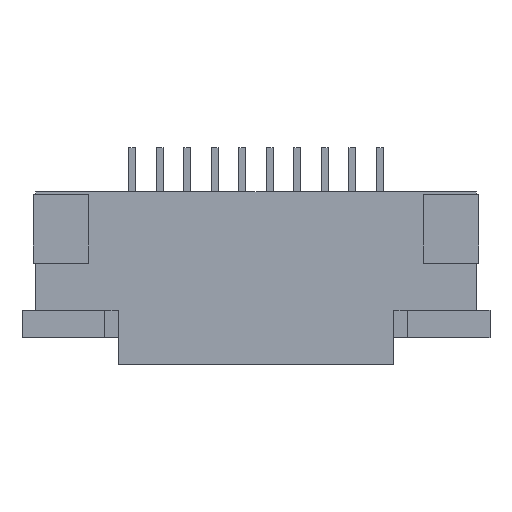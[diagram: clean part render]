
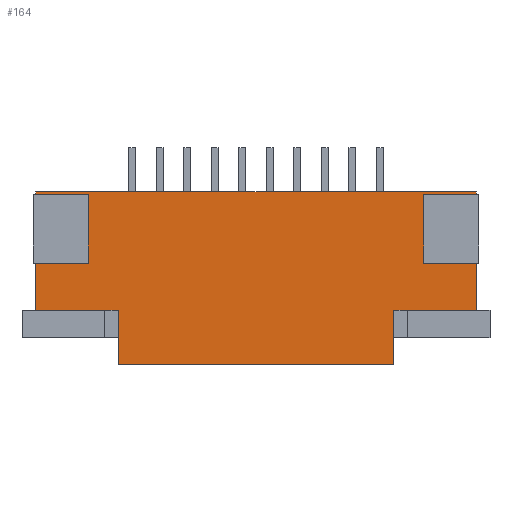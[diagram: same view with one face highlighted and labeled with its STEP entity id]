
A CAD part, top view. The second image highlights one B-rep face of the part: STEP entity #164.
In plain terms, the highlighted planar face has unit normal (0, 0, 1).
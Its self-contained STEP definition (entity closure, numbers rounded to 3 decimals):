
#164 = ADVANCED_FACE( '', ( #398 ), #399, .F. );
#398 = FACE_OUTER_BOUND( '', #699, .T. );
#399 = PLANE( '', #700 );
#699 = EDGE_LOOP( '', ( #1110, #1111, #1112, #1113, #1114, #1115, #1116, #1117, #1118, #1119, #1120, #1121, #1122, #1123, #1124, #1125, #1126, #1127 ) );
#700 = AXIS2_PLACEMENT_3D( '', #1128, #1129, #1130 );
#1110 = ORIENTED_EDGE( '', *, *, #1959, .F. );
#1111 = ORIENTED_EDGE( '', *, *, #1960, .F. );
#1112 = ORIENTED_EDGE( '', *, *, #1950, .F. );
#1113 = ORIENTED_EDGE( '', *, *, #1961, .F. );
#1114 = ORIENTED_EDGE( '', *, *, #1962, .F. );
#1115 = ORIENTED_EDGE( '', *, *, #1963, .F. );
#1116 = ORIENTED_EDGE( '', *, *, #1896, .T. );
#1117 = ORIENTED_EDGE( '', *, *, #1964, .T. );
#1118 = ORIENTED_EDGE( '', *, *, #1965, .F. );
#1119 = ORIENTED_EDGE( '', *, *, #1966, .F. );
#1120 = ORIENTED_EDGE( '', *, *, #1967, .F. );
#1121 = ORIENTED_EDGE( '', *, *, #1857, .F. );
#1122 = ORIENTED_EDGE( '', *, *, #1871, .T. );
#1123 = ORIENTED_EDGE( '', *, *, #1968, .T. );
#1124 = ORIENTED_EDGE( '', *, *, #1969, .F. );
#1125 = ORIENTED_EDGE( '', *, *, #1970, .F. );
#1126 = ORIENTED_EDGE( '', *, *, #1971, .F. );
#1127 = ORIENTED_EDGE( '', *, *, #1915, .T. );
#1128 = CARTESIAN_POINT( '', ( 0., 0., 2.4 ) );
#1129 = DIRECTION( '', ( 0., 0., -1. ) );
#1130 = DIRECTION( '', ( -1., 0., 0. ) );
#1857 = EDGE_CURVE( '', #2222, #2224, #2225, .T. );
#1871 = EDGE_CURVE( '', #2222, #2248, #2250, .T. );
#1896 = EDGE_CURVE( '', #2286, #2290, #2292, .T. );
#1915 = EDGE_CURVE( '', #2324, #2322, #2325, .T. );
#1950 = EDGE_CURVE( '', #2382, #2378, #2384, .T. );
#1959 = EDGE_CURVE( '', #2396, #2322, #2397, .T. );
#1960 = EDGE_CURVE( '', #2378, #2396, #2398, .T. );
#1961 = EDGE_CURVE( '', #2399, #2382, #2400, .T. );
#1962 = EDGE_CURVE( '', #2401, #2399, #2402, .T. );
#1963 = EDGE_CURVE( '', #2286, #2401, #2403, .T. );
#1964 = EDGE_CURVE( '', #2290, #2404, #2405, .T. );
#1965 = EDGE_CURVE( '', #2406, #2404, #2407, .T. );
#1966 = EDGE_CURVE( '', #2408, #2406, #2409, .T. );
#1967 = EDGE_CURVE( '', #2224, #2408, #2410, .T. );
#1968 = EDGE_CURVE( '', #2248, #2411, #2412, .T. );
#1969 = EDGE_CURVE( '', #2413, #2411, #2414, .T. );
#1970 = EDGE_CURVE( '', #2415, #2413, #2416, .T. );
#1971 = EDGE_CURVE( '', #2324, #2415, #2417, .T. );
#2222 = VERTEX_POINT( '', #2757 );
#2224 = VERTEX_POINT( '', #2760 );
#2225 = LINE( '', #2761, #2762 );
#2248 = VERTEX_POINT( '', #2795 );
#2250 = LINE( '', #2798, #2799 );
#2286 = VERTEX_POINT( '', #2851 );
#2290 = VERTEX_POINT( '', #2857 );
#2292 = LINE( '', #2860, #2861 );
#2322 = VERTEX_POINT( '', #2904 );
#2324 = VERTEX_POINT( '', #2907 );
#2325 = LINE( '', #2908, #2909 );
#2378 = VERTEX_POINT( '', #2986 );
#2382 = VERTEX_POINT( '', #2992 );
#2384 = LINE( '', #2995, #2996 );
#2396 = VERTEX_POINT( '', #3013 );
#2397 = LINE( '', #3014, #3015 );
#2398 = LINE( '', #3016, #3017 );
#2399 = VERTEX_POINT( '', #3018 );
#2400 = LINE( '', #3019, #3020 );
#2401 = VERTEX_POINT( '', #3021 );
#2402 = LINE( '', #3022, #3023 );
#2403 = LINE( '', #3024, #3025 );
#2404 = VERTEX_POINT( '', #3026 );
#2405 = LINE( '', #3027, #3028 );
#2406 = VERTEX_POINT( '', #3029 );
#2407 = LINE( '', #3030, #3031 );
#2408 = VERTEX_POINT( '', #3032 );
#2409 = LINE( '', #3033, #3034 );
#2410 = LINE( '', #3035, #3036 );
#2411 = VERTEX_POINT( '', #3037 );
#2412 = LINE( '', #3038, #3039 );
#2413 = VERTEX_POINT( '', #3040 );
#2414 = LINE( '', #3041, #3042 );
#2415 = VERTEX_POINT( '', #3043 );
#2416 = LINE( '', #3044, #3045 );
#2417 = LINE( '', #3046, #3047 );
#2757 = CARTESIAN_POINT( '', ( 6.1, -1.3, 2.4 ) );
#2760 = CARTESIAN_POINT( '', ( 8., -1.3, 2.4 ) );
#2761 = CARTESIAN_POINT( '', ( 6.1, -1.3, 2.4 ) );
#2762 = VECTOR( '', #3554, 1000. );
#2795 = CARTESIAN_POINT( '', ( 6.1, 1.2, 2.4 ) );
#2798 = CARTESIAN_POINT( '', ( 6.1, -1.3, 2.4 ) );
#2799 = VECTOR( '', #3566, 1000. );
#2851 = CARTESIAN_POINT( '', ( -5., -4.971, 2.4 ) );
#2857 = CARTESIAN_POINT( '', ( 5., -4.971, 2.4 ) );
#2860 = CARTESIAN_POINT( '', ( 5., -4.971, 2.4 ) );
#2861 = VECTOR( '', #3586, 1000. );
#2904 = CARTESIAN_POINT( '', ( -6.1, 1.2, 2.4 ) );
#2907 = CARTESIAN_POINT( '', ( -8., 1.2, 2.4 ) );
#2908 = CARTESIAN_POINT( '', ( -8., 1.2, 2.4 ) );
#2909 = VECTOR( '', #3601, 1000. );
#2986 = CARTESIAN_POINT( '', ( -8., -1.3, 2.4 ) );
#2992 = CARTESIAN_POINT( '', ( -8., -3., 2.4 ) );
#2995 = CARTESIAN_POINT( '', ( -8., 1.3, 2.4 ) );
#2996 = VECTOR( '', #3629, 1000. );
#3013 = CARTESIAN_POINT( '', ( -6.1, -1.3, 2.4 ) );
#3014 = CARTESIAN_POINT( '', ( -6.1, -1.3, 2.4 ) );
#3015 = VECTOR( '', #3635, 1000. );
#3016 = CARTESIAN_POINT( '', ( -8., -1.3, 2.4 ) );
#3017 = VECTOR( '', #3636, 1000. );
#3018 = CARTESIAN_POINT( '', ( -5.5, -3., 2.4 ) );
#3019 = CARTESIAN_POINT( '', ( 0., -3., 2.4 ) );
#3020 = VECTOR( '', #3637, 1000. );
#3021 = CARTESIAN_POINT( '', ( -5., -3., 2.4 ) );
#3022 = CARTESIAN_POINT( '', ( 0., -3., 2.4 ) );
#3023 = VECTOR( '', #3638, 1000. );
#3024 = CARTESIAN_POINT( '', ( -5., -4.971, 2.4 ) );
#3025 = VECTOR( '', #3639, 1000. );
#3026 = CARTESIAN_POINT( '', ( 5., -3., 2.4 ) );
#3027 = CARTESIAN_POINT( '', ( 5., -4.971, 2.4 ) );
#3028 = VECTOR( '', #3640, 1000. );
#3029 = CARTESIAN_POINT( '', ( 5.5, -3., 2.4 ) );
#3030 = CARTESIAN_POINT( '', ( 0., -3., 2.4 ) );
#3031 = VECTOR( '', #3641, 1000. );
#3032 = CARTESIAN_POINT( '', ( 8., -3., 2.4 ) );
#3033 = CARTESIAN_POINT( '', ( 0., -3., 2.4 ) );
#3034 = VECTOR( '', #3642, 1000. );
#3035 = CARTESIAN_POINT( '', ( 8., 1.3, 2.4 ) );
#3036 = VECTOR( '', #3643, 1000. );
#3037 = CARTESIAN_POINT( '', ( 8., 1.2, 2.4 ) );
#3038 = CARTESIAN_POINT( '', ( 6.1, 1.2, 2.4 ) );
#3039 = VECTOR( '', #3644, 1000. );
#3040 = CARTESIAN_POINT( '', ( 8., 1.3, 2.4 ) );
#3041 = CARTESIAN_POINT( '', ( 8., 1.3, 2.4 ) );
#3042 = VECTOR( '', #3645, 1000. );
#3043 = CARTESIAN_POINT( '', ( -8., 1.3, 2.4 ) );
#3044 = CARTESIAN_POINT( '', ( 0., 1.3, 2.4 ) );
#3045 = VECTOR( '', #3646, 1000. );
#3046 = CARTESIAN_POINT( '', ( -8., 1.3, 2.4 ) );
#3047 = VECTOR( '', #3647, 1000. );
#3554 = DIRECTION( '', ( 1., 0., 0. ) );
#3566 = DIRECTION( '', ( 0., 1., 0. ) );
#3586 = DIRECTION( '', ( 1., 0., 0. ) );
#3601 = DIRECTION( '', ( 1., 0., 0. ) );
#3629 = DIRECTION( '', ( 0., 1., 0. ) );
#3635 = DIRECTION( '', ( 0., 1., 0. ) );
#3636 = DIRECTION( '', ( 1., 0., 0. ) );
#3637 = DIRECTION( '', ( -1., 0., 0. ) );
#3638 = DIRECTION( '', ( -1., 0., 0. ) );
#3639 = DIRECTION( '', ( 0., 1., 0. ) );
#3640 = DIRECTION( '', ( 0., 1., 0. ) );
#3641 = DIRECTION( '', ( -1., 0., 0. ) );
#3642 = DIRECTION( '', ( -1., 0., 0. ) );
#3643 = DIRECTION( '', ( 0., -1., 0. ) );
#3644 = DIRECTION( '', ( 1., 0., 0. ) );
#3645 = DIRECTION( '', ( 0., -1., 0. ) );
#3646 = DIRECTION( '', ( 1., 0., 0. ) );
#3647 = DIRECTION( '', ( 0., 1., 0. ) );
